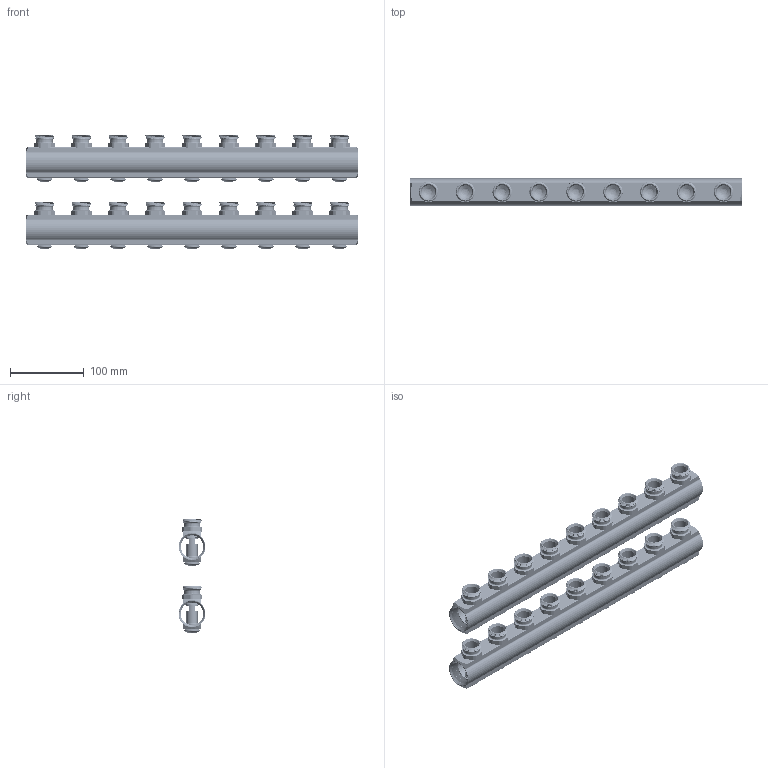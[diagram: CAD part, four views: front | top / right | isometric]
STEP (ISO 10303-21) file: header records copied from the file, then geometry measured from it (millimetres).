
FILE_DESCRIPTION((''),'2;1');
FILE_NAME('088U0549_ASM','2023-05-17T09:16:03',('U258971'),(''),'CREO PARAMETRIC BY PTC INC, 2020342','CREO PARAMETRIC BY PTC INC, 2020342','');
FILE_SCHEMA(('CONFIG_CONTROL_DESIGN'));
Length unit declared in the file: millimetre
Products named in the file (6): 088U7307_9LOOPS_19; 088U7304_16; 088U7310_ASM_12_ASM; 088U0593-MANIFOLD_12; 088U0545_ASM_1_ASM; 088U0549_ASM
Assembly tree (40 placements, depth 4):
  088U0549_ASM
    088U0545_ASM_1_ASM
      088U7307_9LOOPS_19  x2
      088U7310_ASM_12_ASM  x18
        088U7304_16
      088U0593-MANIFOLD_12  x18
Bounding box: 450 x 36.55 x 155.78 mm (x, y, z)
Volume: 533351.8 mm3; surface area: 429971.8 mm2
Topology: 38 solids, 116 shells, 4466 faces, 12600 edges, 8346 vertices
Faces by surface type: cylinder 2020, bspline 690, plane 634, cone 592, torus 440, sphere 72, extrusion 18
Entity records: 39079 total; most frequent: CARTESIAN_POINT 22649, ORIENTED_EDGE 3806, DIRECTION 2828, EDGE_CURVE 1936, VERTEX_POINT 1317, AXIS2_PLACEMENT_3D 1194, B_SPLINE_CURVE_WITH_KNOTS 880, EDGE_LOOP 700
